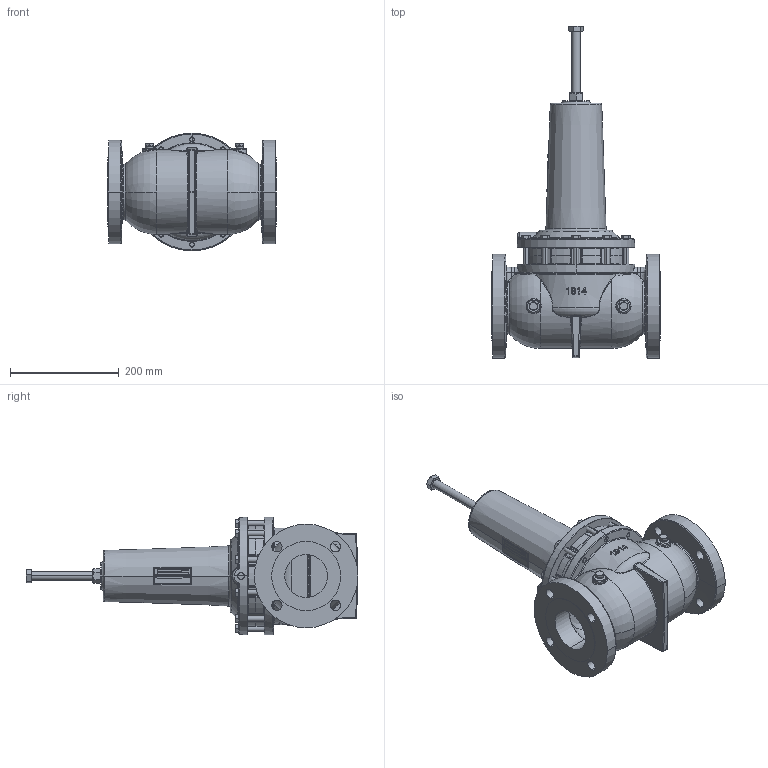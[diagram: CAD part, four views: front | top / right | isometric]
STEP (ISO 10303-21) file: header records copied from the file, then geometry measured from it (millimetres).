
FILE_DESCRIPTION (( 'STEP AP203' ), '1' );
FILE_NAME ('3 INCH 310 FMT BP D (ENZ).STEP', '2013-07-30T13:42:58', ( 'PCTech' ), ( 'Microsoft' ), 'SwSTEP 2.0', 'SolidWorks 2013', '' );
FILE_SCHEMA (( 'CONFIG_CONTROL_DESIGN' ));
Length unit declared in the file: inch
Products named in the file (1): 3 INCH 310 FMT BP D (ENZ)
Bounding box: 309.55 x 610.31 x 215.9 mm (x, y, z)
Volume: 8316979.7 mm3; surface area: 760011.8 mm2
Topology: 23 solids, 24 shells, 1445 faces, 3576 edges, 2235 vertices
Faces by surface type: plane 525, bspline 393, cylinder 212, cone 205, torus 78, sphere 32
Entity records: 64184 total; most frequent: CARTESIAN_POINT 33125, ORIENTED_EDGE 7104, DIRECTION 5398, EDGE_CURVE 3552, VERTEX_POINT 2231, AXIS2_PLACEMENT_3D 2038, EDGE_LOOP 1539, ADVANCED_FACE 1445
